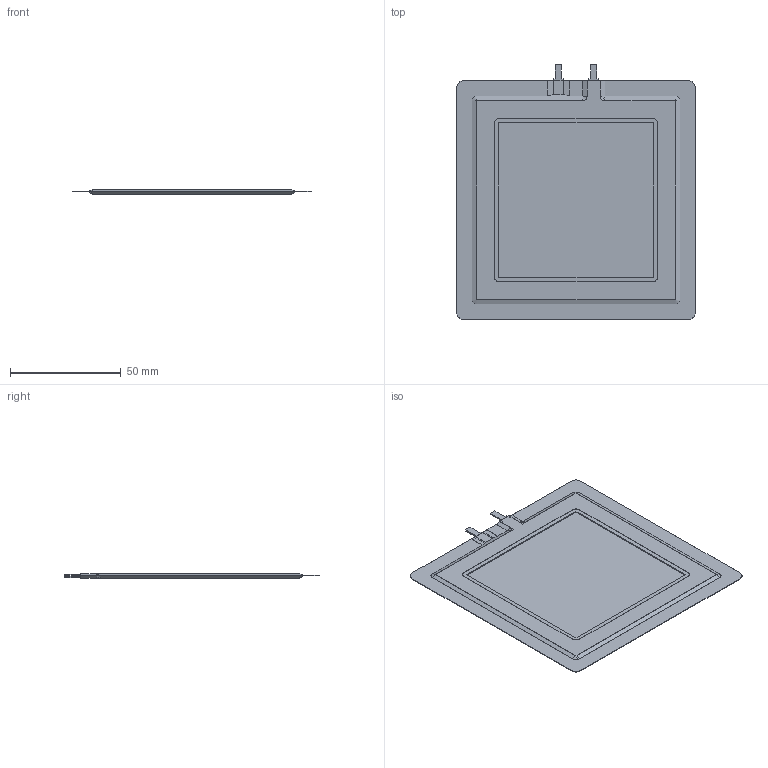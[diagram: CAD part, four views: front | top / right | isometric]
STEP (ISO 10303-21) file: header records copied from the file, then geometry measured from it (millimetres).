
FILE_DESCRIPTION(/* description */ (''),/* implementation_level */ '2;1');
FILE_NAME(/* name */ 'MDL-7.stp',/* time_stamp */ '2024-10-15T15:53:16+09:00',/* author */ ('Yoshii.Kazuma'),/* organization */ (''),/* preprocessor_version */ 'ST-DEVELOPER v19.2',/* originating_system */ 'Autodesk Inventor 2023',/* authorisation */ '');
FILE_SCHEMA (('AUTOMOTIVE_DESIGN { 1 0 10303 214 3 1 1 }'));
Length unit declared in the file: millimetre
Products named in the file (1): MDL-7
Bounding box: 108 x 115.3 x 2.08 mm (x, y, z)
Volume: 9816.9 mm3; surface area: 29960 mm2
Topology: 1 solids, 1 shells, 173 faces, 476 edges, 287 vertices
Faces by surface type: plane 135, cone 24, cylinder 14
Entity records: 5468 total; most frequent: CARTESIAN_POINT 925, ORIENTED_EDGE 912, DIRECTION 856, EDGE_CURVE 456, LINE 396, VECTOR 396, VERTEX_POINT 287, AXIS2_PLACEMENT_3D 230
